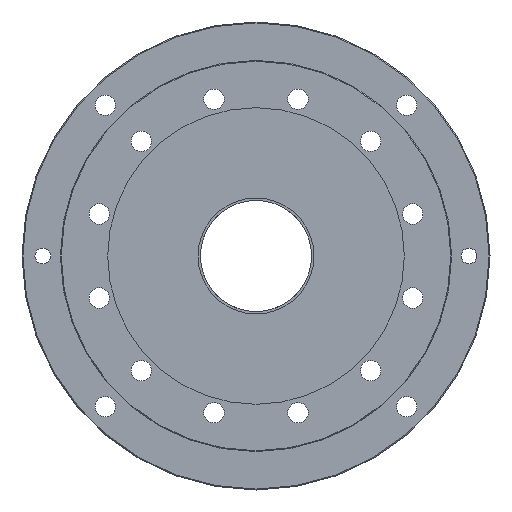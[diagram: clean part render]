
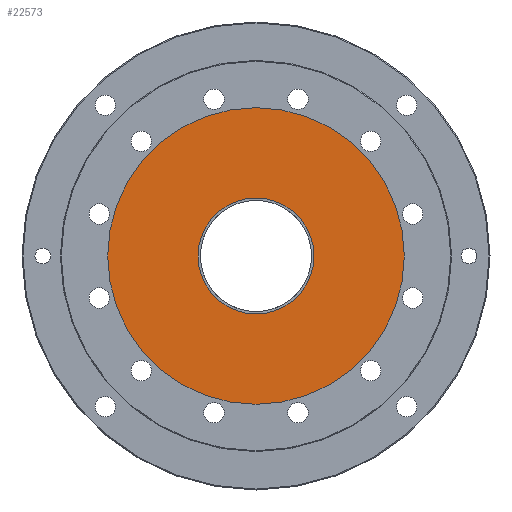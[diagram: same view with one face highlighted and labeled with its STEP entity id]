
A CAD part, left-side view. The second image highlights one B-rep face of the part: STEP entity #22573.
In plain terms, the highlighted planar face has unit normal (-1, 0, 0).
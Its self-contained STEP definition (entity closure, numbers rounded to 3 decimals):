
#484=PLANE('',#23819);
#1027=CIRCLE('',#23818,160.);
#1028=CIRCLE('',#23820,62.5);
#3959=ORIENTED_EDGE('',*,*,#8208,.T.);
#3960=ORIENTED_EDGE('',*,*,#8207,.F.);
#8207=EDGE_CURVE('',#10390,#10390,#1027,.T.);
#8208=EDGE_CURVE('',#10391,#10391,#1028,.F.);
#10390=VERTEX_POINT('',#31045);
#10391=VERTEX_POINT('',#31048);
#12564=EDGE_LOOP('',(#3959));
#12565=EDGE_LOOP('',(#3960));
#13979=FACE_BOUND('',#12564,.T.);
#13980=FACE_BOUND('',#12565,.T.);
#22573=ADVANCED_FACE('',(#13979,#13980),#484,.T.);
#23818=AXIS2_PLACEMENT_3D('',#31044,#26272,#26273);
#23819=AXIS2_PLACEMENT_3D('',#31046,#26274,#26275);
#23820=AXIS2_PLACEMENT_3D('',#31047,#26276,#26277);
#26272=DIRECTION('',(1.,0.,0.));
#26273=DIRECTION('',(0.,-1.,0.));
#26274=DIRECTION('',(-1.,0.,0.));
#26275=DIRECTION('',(0.,1.,0.));
#26276=DIRECTION('',(-1.,0.,0.));
#26277=DIRECTION('',(0.,-1.,0.));
#31044=CARTESIAN_POINT('',(-172.098,0.,0.));
#31045=CARTESIAN_POINT('',(-172.098,-160.,0.));
#31046=CARTESIAN_POINT('',(-172.098,160.,0.));
#31047=CARTESIAN_POINT('',(-172.098,0.,0.));
#31048=CARTESIAN_POINT('',(-172.098,-62.5,0.));
